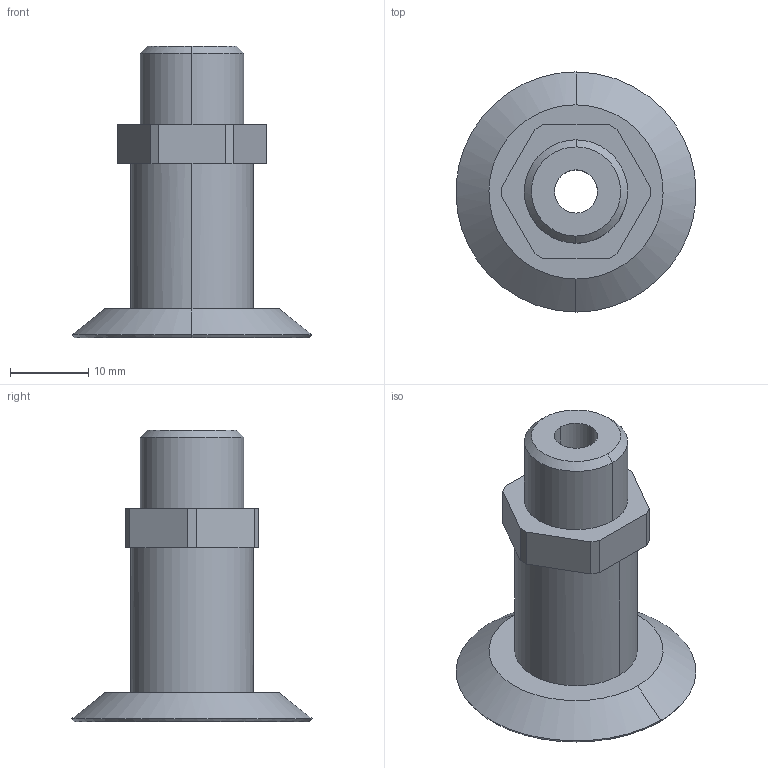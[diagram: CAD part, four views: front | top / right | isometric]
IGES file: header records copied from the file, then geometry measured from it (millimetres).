
Start section: 3D InterOp IGES (v. 2025 1.0.0), Spatial Corp. Copyright (c) 1999-2020.
Global section: file name: 10_01_01_00791.igs; native system: Spatial Corp.; preprocessor: 3D InterOp ACIS/IGES; author: TraceParts; organization: TraceParts S.A.; date: 20250805.054203; units: millimetre
Bounding box: 30.57 x 30.6 x 37.2 mm (x, y, z)
Volume: 6047.2 mm3; surface area: 4092.2 mm2
Topology: 1 solids, 1 shells, 44 faces, 102 edges, 66 vertices
Faces by surface type: bspline 44
